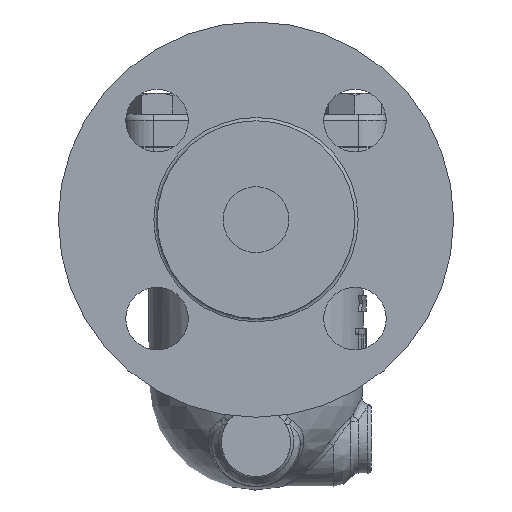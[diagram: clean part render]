
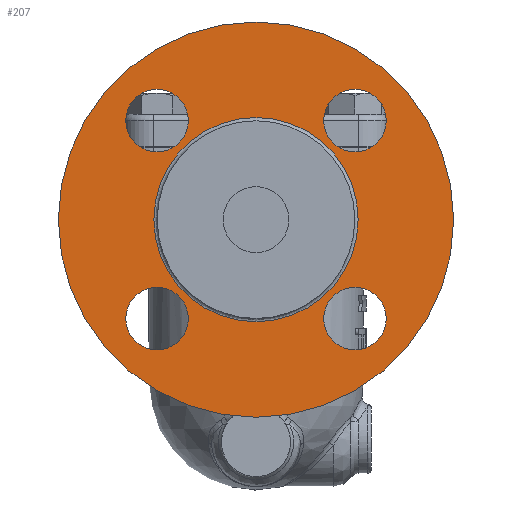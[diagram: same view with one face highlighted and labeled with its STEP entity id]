
A CAD part, left-side view. The second image highlights one B-rep face of the part: STEP entity #207.
In plain terms, the highlighted free-form (B-spline) face has degree [1, 1] with [2, 2] control points.
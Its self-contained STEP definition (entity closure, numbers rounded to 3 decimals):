
#121=CARTESIAN_POINT('',(-104.5,0.0,80.5));
#122=VERTEX_POINT('',#121);
#123=CARTESIAN_POINT('',(-104.5,0.0,49.5));
#124=DIRECTION('',(-1.0,0.0,0.0));
#125=DIRECTION('',(0.0,0.0,-1.0));
#126=AXIS2_PLACEMENT_3D('',#123,#124,#125);
#127=CIRCLE('',#126,31.);
#128=EDGE_CURVE('',#122,#122,#127,.T.);
#144=CARTESIAN_POINT('',(-104.5,60.0,109.5));
#145=CARTESIAN_POINT('',(-104.5,60.0,-10.5));
#146=CARTESIAN_POINT('',(-104.5,-60.0,109.5));
#147=CARTESIAN_POINT('',(-104.5,-60.0,-10.5));
#148=B_SPLINE_SURFACE_WITH_KNOTS('',1,1,((#144,#146),(#145,#147)),.UNSPECIFIED.,.F.,.F.,.U.,(2,2),(2,2),(0.0,120.0),(0.0,120.0),.UNSPECIFIED.);
#149=CARTESIAN_POINT('',(-104.5,0.0,109.5));
#150=VERTEX_POINT('',#149);
#151=CARTESIAN_POINT('',(-104.5,0.0,49.5));
#152=DIRECTION('',(-1.0,0.0,0.0));
#153=DIRECTION('',(0.0,0.0,1.0));
#154=AXIS2_PLACEMENT_3D('',#151,#152,#153);
#155=CIRCLE('',#154,60.0);
#156=EDGE_CURVE('',#150,#150,#155,.T.);
#157=ORIENTED_EDGE('',*,*,#156,.T.);
#158=EDGE_LOOP('',(#157));
#159=FACE_OUTER_BOUND('',#158,.T.);
#160=CARTESIAN_POINT('',(-104.5,-30.052,70.052));
#161=VERTEX_POINT('',#160);
#162=CARTESIAN_POINT('',(-104.5,-30.052,79.552));
#163=DIRECTION('',(1.0,0.0,0.0));
#164=DIRECTION('',(0.0,0.0,-1.0));
#165=AXIS2_PLACEMENT_3D('',#162,#163,#164);
#166=CIRCLE('',#165,9.5);
#167=EDGE_CURVE('',#161,#161,#166,.T.);
#168=ORIENTED_EDGE('',*,*,#167,.T.);
#169=EDGE_LOOP('',(#168));
#170=FACE_BOUND('',#169,.T.);
#171=CARTESIAN_POINT('',(-104.5,20.552,79.552));
#172=VERTEX_POINT('',#171);
#173=CARTESIAN_POINT('',(-104.5,30.052,79.552));
#174=DIRECTION('',(1.0,0.0,0.0));
#175=DIRECTION('',(0.0,-1.0,0.0));
#176=AXIS2_PLACEMENT_3D('',#173,#174,#175);
#177=CIRCLE('',#176,9.5);
#178=EDGE_CURVE('',#172,#172,#177,.T.);
#179=ORIENTED_EDGE('',*,*,#178,.T.);
#180=EDGE_LOOP('',(#179));
#181=FACE_BOUND('',#180,.T.);
#182=CARTESIAN_POINT('',(-104.5,30.052,28.948));
#183=VERTEX_POINT('',#182);
#184=CARTESIAN_POINT('',(-104.5,30.052,19.448));
#185=DIRECTION('',(1.0,0.0,0.0));
#186=DIRECTION('',(0.0,0.0,1.0));
#187=AXIS2_PLACEMENT_3D('',#184,#185,#186);
#188=CIRCLE('',#187,9.5);
#189=EDGE_CURVE('',#183,#183,#188,.T.);
#190=ORIENTED_EDGE('',*,*,#189,.T.);
#191=EDGE_LOOP('',(#190));
#192=FACE_BOUND('',#191,.T.);
#193=CARTESIAN_POINT('',(-104.5,-20.552,19.448));
#194=VERTEX_POINT('',#193);
#195=CARTESIAN_POINT('',(-104.5,-30.052,19.448));
#196=DIRECTION('',(1.0,0.0,0.0));
#197=DIRECTION('',(0.0,1.0,0.0));
#198=AXIS2_PLACEMENT_3D('',#195,#196,#197);
#199=CIRCLE('',#198,9.5);
#200=EDGE_CURVE('',#194,#194,#199,.T.);
#201=ORIENTED_EDGE('',*,*,#200,.T.);
#202=EDGE_LOOP('',(#201));
#203=FACE_BOUND('',#202,.T.);
#204=ORIENTED_EDGE('',*,*,#128,.F.);
#205=EDGE_LOOP('',(#204));
#206=FACE_BOUND('',#205,.T.);
#207=ADVANCED_FACE('',(#159,#170,#181,#192,#203,#206),#148,.T.);
